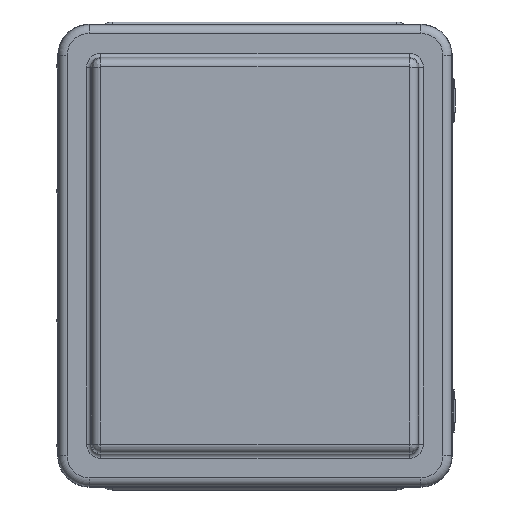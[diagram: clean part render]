
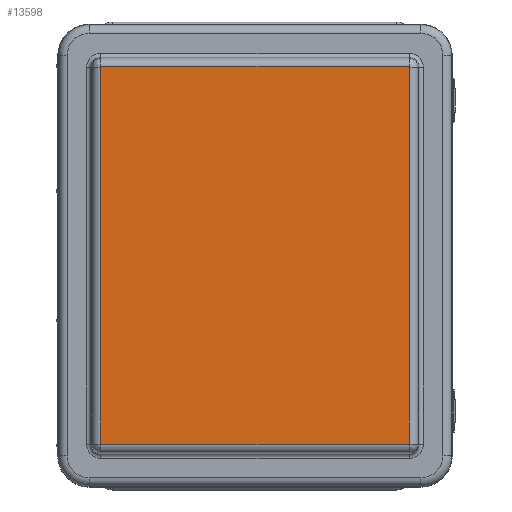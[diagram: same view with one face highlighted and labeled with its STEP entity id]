
A CAD part, top view. The second image highlights one B-rep face of the part: STEP entity #13598.
In plain terms, the highlighted planar face has unit normal (0, 0, 1).
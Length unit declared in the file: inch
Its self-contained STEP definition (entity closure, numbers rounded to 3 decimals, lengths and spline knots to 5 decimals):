
#1052=LINE($,#24100,#2067);
#1055=LINE($,#24107,#2070);
#1056=LINE($,#24140,#2071);
#1059=LINE($,#24147,#2074);
#2067=VECTOR($,#18347,10.92235);
#2070=VECTOR($,#18354,8.93919);
#2071=VECTOR($,#18371,8.93919);
#2074=VECTOR($,#18378,10.92235);
#2601=PLANE($,#14973);
#3976=FACE_OUTER_BOUND($,#5000,.T.);
#5000=EDGE_LOOP($,(#11796,#11797,#11798,#11799,#11800,#11801,#11802,#11803));
#5817=CIRCLE($,#14948,0.00648);
#5823=CIRCLE($,#14956,0.00648);
#5827=CIRCLE($,#14960,0.00648);
#5831=CIRCLE($,#14966,0.00648);
#6960=VERTEX_POINT($,#24089);
#6961=VERTEX_POINT($,#24091);
#6964=VERTEX_POINT($,#24098);
#6965=VERTEX_POINT($,#24103);
#6968=VERTEX_POINT($,#24118);
#6969=VERTEX_POINT($,#24131);
#6972=VERTEX_POINT($,#24138);
#6973=VERTEX_POINT($,#24143);
#8638=EDGE_CURVE($,#6960,#6961,#5817,.T.);
#8642=EDGE_CURVE($,#6964,#6960,#1052,.T.);
#8646=EDGE_CURVE($,#6961,#6965,#1055,.T.);
#8648=EDGE_CURVE($,#6968,#6964,#5823,.T.);
#8652=EDGE_CURVE($,#6965,#6969,#5827,.T.);
#8654=EDGE_CURVE($,#6972,#6968,#1056,.T.);
#8658=EDGE_CURVE($,#6969,#6973,#1059,.T.);
#8660=EDGE_CURVE($,#6973,#6972,#5831,.T.);
#11796=ORIENTED_EDGE($,*,*,#8638,.F.);
#11797=ORIENTED_EDGE($,*,*,#8642,.F.);
#11798=ORIENTED_EDGE($,*,*,#8648,.F.);
#11799=ORIENTED_EDGE($,*,*,#8654,.F.);
#11800=ORIENTED_EDGE($,*,*,#8660,.F.);
#11801=ORIENTED_EDGE($,*,*,#8658,.F.);
#11802=ORIENTED_EDGE($,*,*,#8652,.F.);
#11803=ORIENTED_EDGE($,*,*,#8646,.F.);
#13598=ADVANCED_FACE($,(#3976),#2601,.T.);
#14948=AXIS2_PLACEMENT_3D($,#24092,#18337,#18338);
#14956=AXIS2_PLACEMENT_3D($,#24120,#18357,#18358);
#14960=AXIS2_PLACEMENT_3D($,#24135,#18365,#18366);
#14966=AXIS2_PLACEMENT_3D($,#24158,#18381,#18382);
#14973=AXIS2_PLACEMENT_3D($,#24177,#18402,#18403);
#18337=DIRECTION('center_axis',(0.,0.,-1.));
#18338=DIRECTION('ref_axis',(0.707,-0.707,0.));
#18347=DIRECTION($,(0.,-1.,0.));
#18354=DIRECTION($,(-1.,0.,0.));
#18357=DIRECTION('center_axis',(0.,0.,-1.));
#18358=DIRECTION('ref_axis',(0.707,0.707,0.));
#18365=DIRECTION('center_axis',(0.,0.,-1.));
#18366=DIRECTION('ref_axis',(-0.707,-0.707,0.));
#18371=DIRECTION($,(1.,0.,0.));
#18378=DIRECTION($,(0.,1.,0.));
#18381=DIRECTION('center_axis',(0.,0.,-1.));
#18382=DIRECTION('ref_axis',(-0.707,0.707,0.));
#18402=DIRECTION('center_axis',(0.,0.,1.));
#18403=DIRECTION('ref_axis',(1.,0.,0.));
#24089=CARTESIAN_POINT('',(4.47607,-5.46118,2.137));
#24091=CARTESIAN_POINT('',(4.4696,-5.46765,2.137));
#24092=CARTESIAN_POINT('Origin',(4.4696,-5.46118,2.137));
#24098=CARTESIAN_POINT('',(4.47607,5.46118,2.137));
#24100=CARTESIAN_POINT($,(4.47607,5.46118,2.137));
#24103=CARTESIAN_POINT('',(-4.4696,-5.46765,2.137));
#24107=CARTESIAN_POINT($,(4.4696,-5.46765,2.137));
#24118=CARTESIAN_POINT('',(4.4696,5.46765,2.137));
#24120=CARTESIAN_POINT('Origin',(4.4696,5.46118,2.137));
#24131=CARTESIAN_POINT('',(-4.47607,-5.46118,2.137));
#24135=CARTESIAN_POINT('Origin',(-4.4696,-5.46118,2.137));
#24138=CARTESIAN_POINT('',(-4.4696,5.46765,2.137));
#24140=CARTESIAN_POINT($,(-4.4696,5.46765,2.137));
#24143=CARTESIAN_POINT('',(-4.47607,5.46118,2.137));
#24147=CARTESIAN_POINT($,(-4.47607,-5.46118,2.137));
#24158=CARTESIAN_POINT('Origin',(-4.4696,5.46118,2.137));
#24177=CARTESIAN_POINT('Origin',(0.,0.,2.137));
